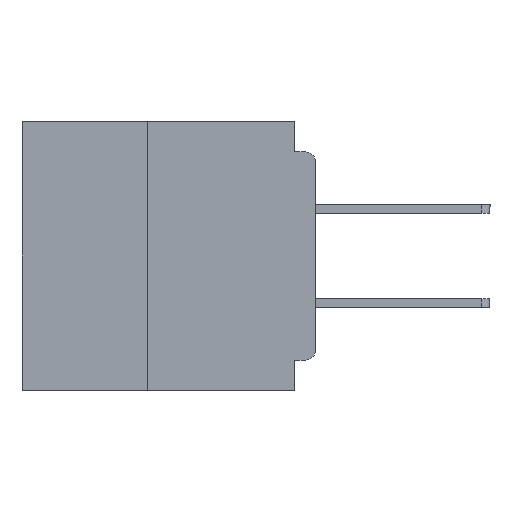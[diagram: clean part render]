
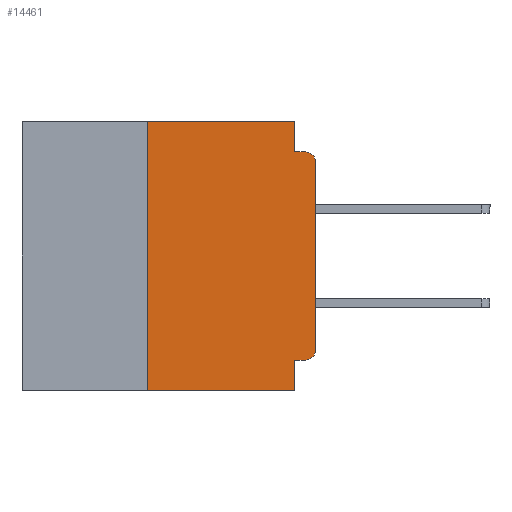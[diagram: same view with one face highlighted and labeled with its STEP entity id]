
A CAD part, left-side view. The second image highlights one B-rep face of the part: STEP entity #14461.
In plain terms, the highlighted planar face has unit normal (-1, 0, 0).
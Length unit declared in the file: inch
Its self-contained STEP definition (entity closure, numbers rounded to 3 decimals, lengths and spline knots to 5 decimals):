
#241 = EDGE_CURVE ( 'NONE', #18520, #30843, #21375, .T. ) ;
#415 = CARTESIAN_POINT ( 'NONE',  ( 0., 0.015, -0.045 ) ) ;
#1016 = EDGE_CURVE ( 'NONE', #31919, #36084, #14873, .T. ) ;
#1037 = ORIENTED_EDGE ( 'NONE', *, *, #20610, .F. ) ;
#1412 = DIRECTION ( 'NONE',  ( 0., 0., -1. ) ) ;
#1460 = DIRECTION ( 'NONE',  ( -1., 0., 0. ) ) ;
#1495 = CARTESIAN_POINT ( 'NONE',  ( 0., 0.015, -0.06 ) ) ;
#1549 = EDGE_CURVE ( 'NONE', #32031, #30843, #28757, .T. ) ;
#2902 = CARTESIAN_POINT ( 'NONE',  ( 0., 0., -0.06 ) ) ;
#3175 = CARTESIAN_POINT ( 'NONE',  ( 0., 0.015, -0.355 ) ) ;
#3411 = VECTOR ( 'NONE', #16441, 39.37008 ) ;
#4513 = VECTOR ( 'NONE', #12365, 39.37008 ) ;
#4764 = CARTESIAN_POINT ( 'NONE',  ( 0., 0.031, 0. ) ) ;
#6078 = ORIENTED_EDGE ( 'NONE', *, *, #22179, .F. ) ;
#6293 = VERTEX_POINT ( 'NONE', #30695 ) ;
#6383 = VECTOR ( 'NONE', #27573, 39.37008 ) ;
#6550 = CARTESIAN_POINT ( 'NONE',  ( 0., 0., -0.045 ) ) ;
#6558 = ORIENTED_EDGE ( 'NONE', *, *, #23505, .T. ) ;
#7383 = DIRECTION ( 'NONE',  ( 0., 1., 0. ) ) ;
#7500 = LINE ( 'NONE', #24759, #13991 ) ;
#7916 = DIRECTION ( 'NONE',  ( 0., -1., 0. ) ) ;
#8068 = ORIENTED_EDGE ( 'NONE', *, *, #22283, .F. ) ;
#8418 = DIRECTION ( 'NONE',  ( -1., 0., 0. ) ) ;
#8558 = ORIENTED_EDGE ( 'NONE', *, *, #241, .T. ) ;
#10808 = VECTOR ( 'NONE', #15774, 39.37008 ) ;
#12365 = DIRECTION ( 'NONE',  ( 0., 0., 1. ) ) ;
#12474 = CIRCLE ( 'NONE', #38738, 0.015 ) ;
#13053 = LINE ( 'NONE', #40844, #4513 ) ;
#13247 = CARTESIAN_POINT ( 'NONE',  ( 0., 0.031, -0.4 ) ) ;
#13991 = VECTOR ( 'NONE', #27964, 39.37008 ) ;
#14040 = CARTESIAN_POINT ( 'NONE',  ( 0., 0.25, 0. ) ) ;
#14398 = LINE ( 'NONE', #26414, #31332 ) ;
#14461 = ADVANCED_FACE ( 'NONE', ( #16538 ), #14644, .F. ) ;
#14644 = PLANE ( 'NONE',  #29962 ) ;
#14873 = LINE ( 'NONE', #27114, #6383 ) ;
#15774 = DIRECTION ( 'NONE',  ( 0., 0., 1. ) ) ;
#15877 = CARTESIAN_POINT ( 'NONE',  ( 0., 0.25, -0.4 ) ) ;
#16441 = DIRECTION ( 'NONE',  ( 0., 0., -1. ) ) ;
#16463 = VERTEX_POINT ( 'NONE', #3175 ) ;
#16538 = FACE_OUTER_BOUND ( 'NONE', #17229, .T. ) ;
#17229 = EDGE_LOOP ( 'NONE', ( #6558, #8558, #25473, #1037, #35944, #19971, #38921, #6078, #8068, #18528 ) ) ;
#18520 = VERTEX_POINT ( 'NONE', #2902 ) ;
#18528 = ORIENTED_EDGE ( 'NONE', *, *, #30536, .T. ) ;
#18711 = CARTESIAN_POINT ( 'NONE',  ( 0., 0.031, -0.355 ) ) ;
#19692 = VERTEX_POINT ( 'NONE', #40395 ) ;
#19971 = ORIENTED_EDGE ( 'NONE', *, *, #28731, .F. ) ;
#20246 = VECTOR ( 'NONE', #7916, 39.37008 ) ;
#20610 = EDGE_CURVE ( 'NONE', #36084, #32031, #7500, .T. ) ;
#21000 = DIRECTION ( 'NONE',  ( 0., 0., -1. ) ) ;
#21375 = CIRCLE ( 'NONE', #37484, 0.015 ) ;
#22179 = EDGE_CURVE ( 'NONE', #39779, #19692, #26814, .T. ) ;
#22283 = EDGE_CURVE ( 'NONE', #16463, #39779, #14398, .T. ) ;
#23505 = EDGE_CURVE ( 'NONE', #6293, #18520, #36181, .T. ) ;
#24042 = VERTEX_POINT ( 'NONE', #15877 ) ;
#24759 = CARTESIAN_POINT ( 'NONE',  ( 0., 0.031, 0. ) ) ;
#25473 = ORIENTED_EDGE ( 'NONE', *, *, #1549, .F. ) ;
#26261 = CARTESIAN_POINT ( 'NONE',  ( 0., 0.437, -0.4 ) ) ;
#26414 = CARTESIAN_POINT ( 'NONE',  ( 0., 0., -0.355 ) ) ;
#26814 = LINE ( 'NONE', #13247, #3411 ) ;
#27114 = CARTESIAN_POINT ( 'NONE',  ( 0., 0.437, 0. ) ) ;
#27462 = CARTESIAN_POINT ( 'NONE',  ( 0., 0.015, -0.34 ) ) ;
#27573 = DIRECTION ( 'NONE',  ( 0., -1., 0. ) ) ;
#27964 = DIRECTION ( 'NONE',  ( 0., 0., -1. ) ) ;
#28731 = EDGE_CURVE ( 'NONE', #24042, #31919, #13053, .T. ) ;
#28757 = LINE ( 'NONE', #6550, #20246 ) ;
#29962 = AXIS2_PLACEMENT_3D ( 'NONE', #36879, #40077, #21000 ) ;
#30536 = EDGE_CURVE ( 'NONE', #16463, #6293, #12474, .T. ) ;
#30695 = CARTESIAN_POINT ( 'NONE',  ( 0., 0., -0.34 ) ) ;
#30696 = DIRECTION ( 'NONE',  ( 0., 0., -1. ) ) ;
#30843 = VERTEX_POINT ( 'NONE', #415 ) ;
#31332 = VECTOR ( 'NONE', #7383, 39.37008 ) ;
#31647 = CARTESIAN_POINT ( 'NONE',  ( 0., 0., 0. ) ) ;
#31919 = VERTEX_POINT ( 'NONE', #14040 ) ;
#32031 = VERTEX_POINT ( 'NONE', #33509 ) ;
#33509 = CARTESIAN_POINT ( 'NONE',  ( 0., 0.031, -0.045 ) ) ;
#33587 = EDGE_CURVE ( 'NONE', #24042, #19692, #39541, .T. ) ;
#35885 = DIRECTION ( 'NONE',  ( 0., -1., 0. ) ) ;
#35944 = ORIENTED_EDGE ( 'NONE', *, *, #1016, .F. ) ;
#36084 = VERTEX_POINT ( 'NONE', #4764 ) ;
#36181 = LINE ( 'NONE', #31647, #10808 ) ;
#36879 = CARTESIAN_POINT ( 'NONE',  ( 0., 0.437, 0. ) ) ;
#37484 = AXIS2_PLACEMENT_3D ( 'NONE', #1495, #1460, #1412 ) ;
#37564 = VECTOR ( 'NONE', #35885, 39.37008 ) ;
#38738 = AXIS2_PLACEMENT_3D ( 'NONE', #27462, #8418, #30696 ) ;
#38921 = ORIENTED_EDGE ( 'NONE', *, *, #33587, .T. ) ;
#39541 = LINE ( 'NONE', #26261, #37564 ) ;
#39779 = VERTEX_POINT ( 'NONE', #18711 ) ;
#40077 = DIRECTION ( 'NONE',  ( 1., 0., 0. ) ) ;
#40395 = CARTESIAN_POINT ( 'NONE',  ( 0., 0.031, -0.4 ) ) ;
#40844 = CARTESIAN_POINT ( 'NONE',  ( 0., 0.25, -0.4 ) ) ;
